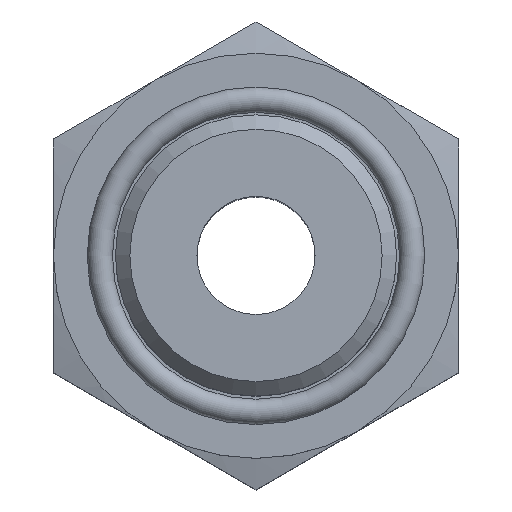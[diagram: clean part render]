
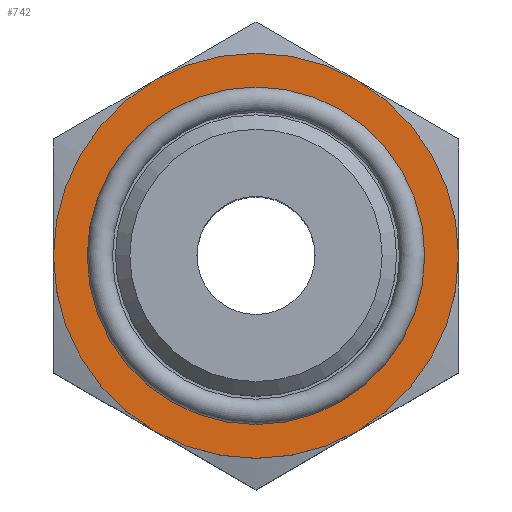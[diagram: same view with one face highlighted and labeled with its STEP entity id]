
A CAD part, top view. The second image highlights one B-rep face of the part: STEP entity #742.
In plain terms, the highlighted planar face has unit normal (0, 0, 1).
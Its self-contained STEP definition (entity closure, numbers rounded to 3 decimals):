
#45=PLANE('',#808);
#76=CIRCLE('',#807,12.);
#77=CIRCLE('',#809,10.);
#153=ORIENTED_EDGE('',*,*,#251,.T.);
#154=ORIENTED_EDGE('',*,*,#250,.F.);
#250=EDGE_CURVE('',#298,#298,#76,.T.);
#251=EDGE_CURVE('',#299,#299,#77,.T.);
#298=VERTEX_POINT('',#1149);
#299=VERTEX_POINT('',#1152);
#365=EDGE_LOOP('',(#153));
#366=EDGE_LOOP('',(#154));
#421=FACE_BOUND('',#365,.T.);
#422=FACE_BOUND('',#366,.T.);
#742=ADVANCED_FACE('',(#421,#422),#45,.T.);
#807=AXIS2_PLACEMENT_3D('',#1148,#923,#924);
#808=AXIS2_PLACEMENT_3D('',#1150,#925,#926);
#809=AXIS2_PLACEMENT_3D('',#1151,#927,#928);
#923=DIRECTION('',(0.,0.,-1.));
#924=DIRECTION('',(-1.,0.,0.));
#925=DIRECTION('',(0.,0.,1.));
#926=DIRECTION('',(1.,0.,0.));
#927=DIRECTION('',(0.,0.,-1.));
#928=DIRECTION('',(-1.,0.,0.));
#1148=CARTESIAN_POINT('',(0.,0.,0.));
#1149=CARTESIAN_POINT('',(-12.,0.,0.));
#1150=CARTESIAN_POINT('',(0.,12.,0.));
#1151=CARTESIAN_POINT('',(0.,0.,0.));
#1152=CARTESIAN_POINT('',(-10.,0.,0.));
